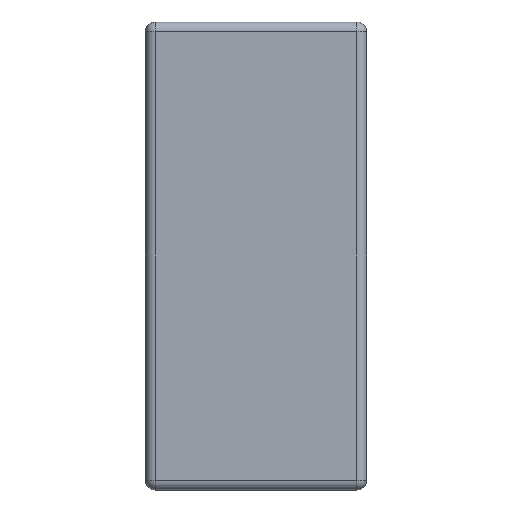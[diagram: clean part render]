
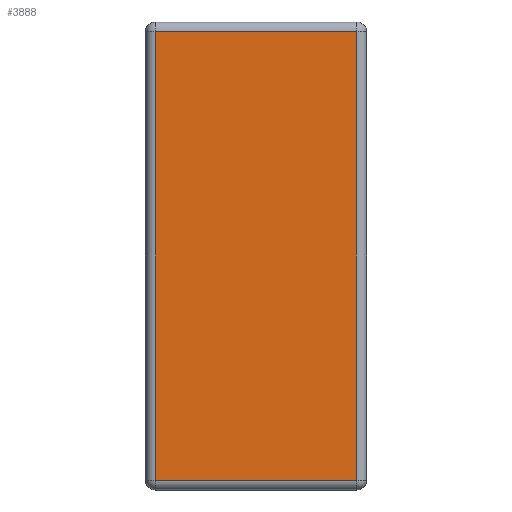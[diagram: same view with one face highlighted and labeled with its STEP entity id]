
A CAD part, left-side view. The second image highlights one B-rep face of the part: STEP entity #3888.
In plain terms, the highlighted planar face has unit normal (-1, 0, 0).
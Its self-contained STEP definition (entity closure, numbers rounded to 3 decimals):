
#13 = CARTESIAN_POINT ( 'NONE',  ( 0., 0., 0. ) ) ;
#90 = CARTESIAN_POINT ( 'NONE',  ( 0., 1.3, -0.057 ) ) ;
#145 = LINE ( 'NONE', #3672, #3845 ) ;
#273 = LINE ( 'NONE', #4211, #2943 ) ;
#322 = VERTEX_POINT ( 'NONE', #4416 ) ;
#358 = CARTESIAN_POINT ( 'NONE',  ( 0., 1.243, -2.693 ) ) ;
#372 = LINE ( 'NONE', #90, #2536 ) ;
#689 = CARTESIAN_POINT ( 'NONE',  ( 0., 0.057, 0. ) ) ;
#910 = DIRECTION ( 'NONE',  ( 0., 0., 1. ) ) ;
#1056 = DIRECTION ( 'NONE',  ( 0., 0., 1. ) ) ;
#1140 = VERTEX_POINT ( 'NONE', #358 ) ;
#1205 = VERTEX_POINT ( 'NONE', #2511 ) ;
#1380 = DIRECTION ( 'NONE',  ( 0., -1., 0. ) ) ;
#1460 = PLANE ( 'NONE',  #3985 ) ;
#1534 = EDGE_CURVE ( 'NONE', #1205, #322, #4293, .T. ) ;
#1547 = VECTOR ( 'NONE', #910, 1000. ) ;
#1765 = CARTESIAN_POINT ( 'NONE',  ( 0., 1.243, -0.057 ) ) ;
#1851 = EDGE_CURVE ( 'NONE', #322, #4388, #372, .T. ) ;
#1853 = DIRECTION ( 'NONE',  ( 0., 1., 0. ) ) ;
#2212 = DIRECTION ( 'NONE',  ( 0., 0., -1. ) ) ;
#2355 = ORIENTED_EDGE ( 'NONE', *, *, #4024, .T. ) ;
#2511 = CARTESIAN_POINT ( 'NONE',  ( 0., 0.057, -2.693 ) ) ;
#2536 = VECTOR ( 'NONE', #1853, 1000. ) ;
#2943 = VECTOR ( 'NONE', #1380, 1000. ) ;
#3334 = ORIENTED_EDGE ( 'NONE', *, *, #1534, .T. ) ;
#3584 = DIRECTION ( 'NONE',  ( -1., 0., 0. ) ) ;
#3672 = CARTESIAN_POINT ( 'NONE',  ( 0., 1.243, -2.75 ) ) ;
#3723 = EDGE_CURVE ( 'NONE', #1140, #1205, #273, .T. ) ;
#3845 = VECTOR ( 'NONE', #2212, 1000. ) ;
#3888 = ADVANCED_FACE ( 'NONE', ( #4600 ), #1460, .T. ) ;
#3985 = AXIS2_PLACEMENT_3D ( 'NONE', #13, #3584, #1056 ) ;
#4024 = EDGE_CURVE ( 'NONE', #4388, #1140, #145, .T. ) ;
#4211 = CARTESIAN_POINT ( 'NONE',  ( 0., 0., -2.693 ) ) ;
#4293 = LINE ( 'NONE', #689, #1547 ) ;
#4388 = VERTEX_POINT ( 'NONE', #1765 ) ;
#4416 = CARTESIAN_POINT ( 'NONE',  ( 0., 0.057, -0.057 ) ) ;
#4466 = ORIENTED_EDGE ( 'NONE', *, *, #3723, .T. ) ;
#4589 = EDGE_LOOP ( 'NONE', ( #4466, #3334, #4592, #2355 ) ) ;
#4592 = ORIENTED_EDGE ( 'NONE', *, *, #1851, .T. ) ;
#4600 = FACE_OUTER_BOUND ( 'NONE', #4589, .T. ) ;
